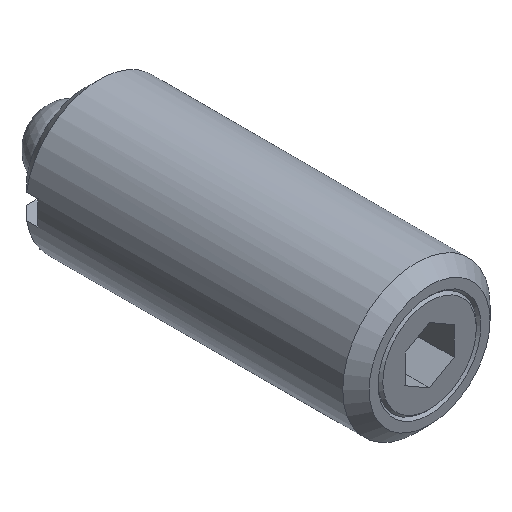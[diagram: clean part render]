
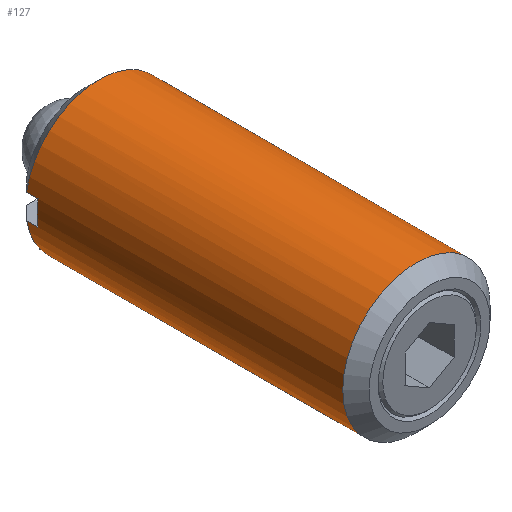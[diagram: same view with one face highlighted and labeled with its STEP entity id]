
A CAD part, isometric view. The second image highlights one B-rep face of the part: STEP entity #127.
In plain terms, the highlighted cylindrical face has radius 6 mm (diameter 12 mm), a full revolution.
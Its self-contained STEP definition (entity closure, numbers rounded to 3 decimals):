
#127 = ADVANCED_FACE( '', ( #269, #270 ), #271, .T. );
#269 = FACE_OUTER_BOUND( '', #419, .T. );
#270 = FACE_OUTER_BOUND( '', #420, .T. );
#271 = CYLINDRICAL_SURFACE( '', #421, 6. );
#419 = EDGE_LOOP( '', ( #690 ) );
#420 = EDGE_LOOP( '', ( #691, #692, #693, #694, #695, #696, #697, #698 ) );
#421 = AXIS2_PLACEMENT_3D( '', #699, #700, #701 );
#690 = ORIENTED_EDGE( '', *, *, #840, .F. );
#691 = ORIENTED_EDGE( '', *, *, #827, .F. );
#692 = ORIENTED_EDGE( '', *, *, #879, .F. );
#693 = ORIENTED_EDGE( '', *, *, #837, .F. );
#694 = ORIENTED_EDGE( '', *, *, #830, .T. );
#695 = ORIENTED_EDGE( '', *, *, #852, .F. );
#696 = ORIENTED_EDGE( '', *, *, #814, .F. );
#697 = ORIENTED_EDGE( '', *, *, #877, .F. );
#698 = ORIENTED_EDGE( '', *, *, #802, .T. );
#699 = CARTESIAN_POINT( '', ( 0., 0., 0. ) );
#700 = DIRECTION( '', ( 0., 1., 0. ) );
#701 = DIRECTION( '', ( 0., 0., -1. ) );
#802 = EDGE_CURVE( '', #940, #937, #941, .T. );
#814 = EDGE_CURVE( '', #959, #961, #962, .T. );
#827 = EDGE_CURVE( '', #978, #937, #980, .F. );
#830 = EDGE_CURVE( '', #985, #982, #986, .T. );
#837 = EDGE_CURVE( '', #985, #992, #997, .T. );
#840 = EDGE_CURVE( '', #1001, #1001, #1002, .T. );
#852 = EDGE_CURVE( '', #961, #982, #1017, .F. );
#877 = EDGE_CURVE( '', #940, #959, #1047, .T. );
#879 = EDGE_CURVE( '', #992, #978, #1049, .T. );
#937 = VERTEX_POINT( '', #1125 );
#940 = VERTEX_POINT( '', #1131 );
#941 = CIRCLE( '', #1132, 6. );
#959 = VERTEX_POINT( '', #1160 );
#961 = VERTEX_POINT( '', #1163 );
#962 = CIRCLE( '', #1164, 6. );
#978 = VERTEX_POINT( '', #1189 );
#980 = LINE( '', #1192, #1193 );
#982 = VERTEX_POINT( '', #1195 );
#985 = VERTEX_POINT( '', #1201 );
#986 = CIRCLE( '', #1202, 6. );
#992 = VERTEX_POINT( '', #1211 );
#997 = LINE( '', #1219, #1220 );
#1001 = VERTEX_POINT( '', #1224 );
#1002 = CIRCLE( '', #1225, 6. );
#1017 = LINE( '', #1243, #1244 );
#1047 = LINE( '', #1287, #1288 );
#1049 = CIRCLE( '', #1290, 6. );
#1125 = CARTESIAN_POINT( '', ( -5.916, 26.927, 1. ) );
#1131 = CARTESIAN_POINT( '', ( 5.916, 26.927, 1. ) );
#1132 = AXIS2_PLACEMENT_3D( '', #1335, #1336, #1337 );
#1160 = CARTESIAN_POINT( '', ( 5.916, 26., 1. ) );
#1163 = CARTESIAN_POINT( '', ( 5.916, 26., -1. ) );
#1164 = AXIS2_PLACEMENT_3D( '', #1349, #1350, #1351 );
#1189 = CARTESIAN_POINT( '', ( -5.916, 26., 1. ) );
#1192 = CARTESIAN_POINT( '', ( -5.916, 0., 1. ) );
#1193 = VECTOR( '', #1359, 1000. );
#1195 = CARTESIAN_POINT( '', ( 5.916, 26.927, -1. ) );
#1201 = CARTESIAN_POINT( '', ( -5.916, 26.927, -1. ) );
#1202 = AXIS2_PLACEMENT_3D( '', #1360, #1361, #1362 );
#1211 = CARTESIAN_POINT( '', ( -5.916, 26., -1. ) );
#1219 = CARTESIAN_POINT( '', ( -5.916, 0., -1. ) );
#1220 = VECTOR( '', #1369, 1000. );
#1224 = CARTESIAN_POINT( '', ( 0., 1.074, -6. ) );
#1225 = AXIS2_PLACEMENT_3D( '', #1373, #1374, #1375 );
#1243 = CARTESIAN_POINT( '', ( 5.916, 0., -1. ) );
#1244 = VECTOR( '', #1388, 1000. );
#1287 = CARTESIAN_POINT( '', ( 5.916, 0., 1. ) );
#1288 = VECTOR( '', #1408, 1000. );
#1290 = AXIS2_PLACEMENT_3D( '', #1409, #1410, #1411 );
#1335 = CARTESIAN_POINT( '', ( 0., 26.927, 0. ) );
#1336 = DIRECTION( '', ( 0., -1., 0. ) );
#1337 = DIRECTION( '', ( 0., 0., -1. ) );
#1349 = CARTESIAN_POINT( '', ( 0., 26., 0. ) );
#1350 = DIRECTION( '', ( 0., 1., 0. ) );
#1351 = DIRECTION( '', ( 0., 0., 1. ) );
#1359 = DIRECTION( '', ( 0., -1., 0. ) );
#1360 = CARTESIAN_POINT( '', ( 0., 26.927, 0. ) );
#1361 = DIRECTION( '', ( 0., -1., 0. ) );
#1362 = DIRECTION( '', ( 0., 0., -1. ) );
#1369 = DIRECTION( '', ( 0., -1., 0. ) );
#1373 = CARTESIAN_POINT( '', ( 0., 1.074, 0. ) );
#1374 = DIRECTION( '', ( 0., -1., 0. ) );
#1375 = DIRECTION( '', ( 0., 0., -1. ) );
#1388 = DIRECTION( '', ( 0., -1., 0. ) );
#1408 = DIRECTION( '', ( 0., -1., 0. ) );
#1409 = CARTESIAN_POINT( '', ( 0., 26., 0. ) );
#1410 = DIRECTION( '', ( 0., 1., 0. ) );
#1411 = DIRECTION( '', ( 0., 0., 1. ) );
